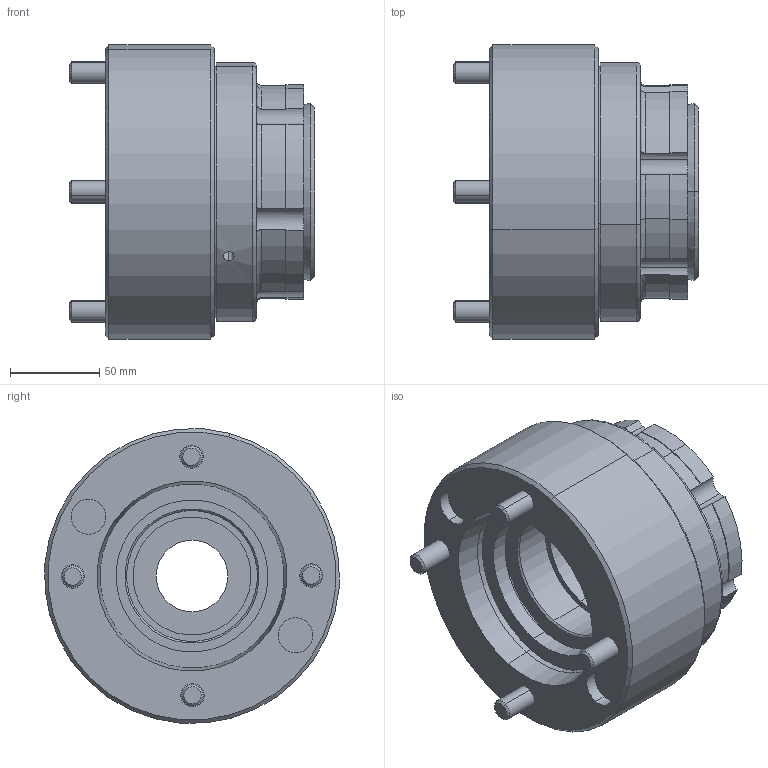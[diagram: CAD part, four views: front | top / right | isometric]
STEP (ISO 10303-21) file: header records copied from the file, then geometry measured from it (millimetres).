
FILE_DESCRIPTION (( 'STEP AP203' ), '1' );
FILE_NAME ('CF-CB-65A6.STEP', '2023-11-01T03:02:00', ( '' ), ( '' ), 'SwSTEP 2.0', 'SolidWorks 2020', '' );
FILE_SCHEMA (( 'CONFIG_CONTROL_DESIGN' ));
Length unit declared in the file: millimetre
Products named in the file (7): CF-RG65R-R6500_M80; 圓頭內六角螺栓_M8x35; CF-CB-65A6; CF-CB-65-01010; CF-CB-65-02010; CF-CB-65A6-01020; 圓頭內六角螺栓_M12x40
Assembly tree (14 placements, depth 2):
  CF-CB-65A6
    CF-CB-65-01010
    CF-CB-65-02010
    CF-CB-65A6-01020
    圓頭內六角螺栓_M12x40  x4
    CF-RG65R-R6500_M80
    圓頭內六角螺栓_M8x35  x6
Bounding box: 137 x 164.43 x 164.43 mm (x, y, z)
Volume: 1529351.8 mm3; surface area: 263201.6 mm2
Topology: 14 solids, 14 shells, 496 faces, 1168 edges, 699 vertices
Faces by surface type: plane 189, cylinder 175, cone 121, torus 11
Entity records: 9847 total; most frequent: CARTESIAN_POINT 1762, DIRECTION 1670, ORIENTED_EDGE 1368, AXIS2_PLACEMENT_3D 697, EDGE_CURVE 684, VERTEX_POINT 435, CIRCLE 384, EDGE_LOOP 361
